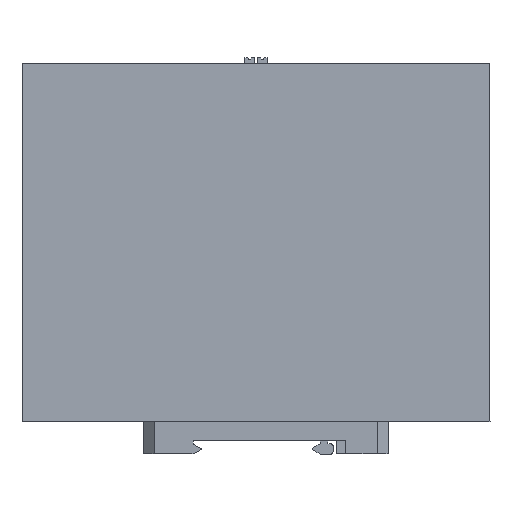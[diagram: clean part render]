
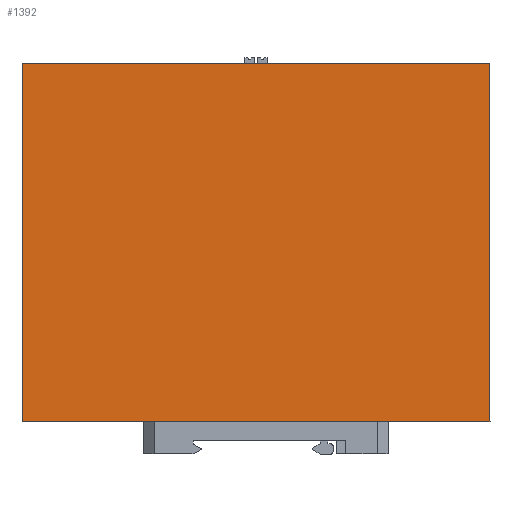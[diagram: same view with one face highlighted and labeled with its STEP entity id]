
A CAD part, left-side view. The second image highlights one B-rep face of the part: STEP entity #1392.
In plain terms, the highlighted planar face has unit normal (-1, 0, 0).
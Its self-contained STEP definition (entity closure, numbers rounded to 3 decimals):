
#1357=AXIS2_PLACEMENT_3D('Plane Axis2P3D',#1354,#1355,#1356) ;
#120=CARTESIAN_POINT('Vertex',(0.,130.,9.1)) ;
#123=CARTESIAN_POINT('Line Origine',(0.,130.,58.825)) ;
#127=CARTESIAN_POINT('Vertex',(0.,130.,108.55)) ;
#1354=CARTESIAN_POINT('Axis2P3D Location',(0.,65.,58.6)) ;
#1359=CARTESIAN_POINT('Line Origine',(0.,65.,9.1)) ;
#1363=CARTESIAN_POINT('Vertex',(0.,0.,9.1)) ;
#1366=CARTESIAN_POINT('Line Origine',(0.,0.,58.85)) ;
#1370=CARTESIAN_POINT('Vertex',(0.,0.,108.6)) ;
#1373=CARTESIAN_POINT('Line Origine',(0.,65.,108.6)) ;
#1377=CARTESIAN_POINT('Vertex',(0.,130.,108.6)) ;
#1380=CARTESIAN_POINT('Line Origine',(0.,130.,108.575)) ;
#124=DIRECTION('Vector Direction',(0.,0.,-1.)) ;
#1355=DIRECTION('Axis2P3D Direction',(-1.,0.,0.)) ;
#1356=DIRECTION('Axis2P3D XDirection',(0.,0.,-1.)) ;
#1360=DIRECTION('Vector Direction',(0.,-1.,0.)) ;
#1367=DIRECTION('Vector Direction',(0.,0.,1.)) ;
#1374=DIRECTION('Vector Direction',(0.,-1.,0.)) ;
#1381=DIRECTION('Vector Direction',(0.,0.,-1.)) ;
#125=VECTOR('Line Direction',#124,1.) ;
#1361=VECTOR('Line Direction',#1360,1.) ;
#1368=VECTOR('Line Direction',#1367,1.) ;
#1375=VECTOR('Line Direction',#1374,1.) ;
#1382=VECTOR('Line Direction',#1381,1.) ;
#1386=ORIENTED_EDGE('',*,*,#1365,.T.) ;
#1387=ORIENTED_EDGE('',*,*,#1372,.T.) ;
#1388=ORIENTED_EDGE('',*,*,#1379,.T.) ;
#1389=ORIENTED_EDGE('',*,*,#1384,.T.) ;
#1390=ORIENTED_EDGE('',*,*,#129,.T.) ;
#1392=ADVANCED_FACE('PRO ECO',(#1391),#1358,.T.) ;
#129=EDGE_CURVE('',#128,#121,#126,.T.) ;
#1365=EDGE_CURVE('',#121,#1364,#1362,.T.) ;
#1372=EDGE_CURVE('',#1364,#1371,#1369,.T.) ;
#1379=EDGE_CURVE('',#1371,#1378,#1376,.F.) ;
#1384=EDGE_CURVE('',#1378,#128,#1383,.T.) ;
#1385=EDGE_LOOP('',(#1386,#1387,#1388,#1389,#1390)) ;
#1391=FACE_OUTER_BOUND('',#1385,.T.) ;
#126=LINE('Line',#123,#125) ;
#1362=LINE('Line',#1359,#1361) ;
#1369=LINE('Line',#1366,#1368) ;
#1376=LINE('Line',#1373,#1375) ;
#1383=LINE('Line',#1380,#1382) ;
#1358=PLANE('',#1357) ;
#121=VERTEX_POINT('',#120) ;
#128=VERTEX_POINT('',#127) ;
#1364=VERTEX_POINT('',#1363) ;
#1371=VERTEX_POINT('',#1370) ;
#1378=VERTEX_POINT('',#1377) ;
